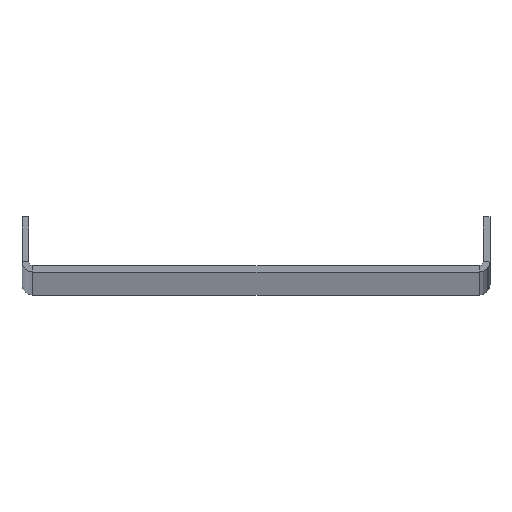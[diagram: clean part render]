
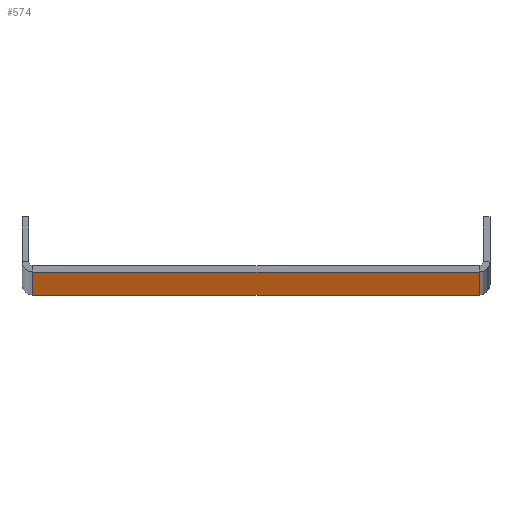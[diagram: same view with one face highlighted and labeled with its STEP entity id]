
A CAD part, top view. The second image highlights one B-rep face of the part: STEP entity #574.
In plain terms, the highlighted planar face has unit normal (0, -1, 0).
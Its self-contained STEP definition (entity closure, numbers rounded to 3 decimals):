
#1 = VERTEX_POINT ( 'NONE', #412 ) ;
#16 = VERTEX_POINT ( 'NONE', #363 ) ;
#53 = ORIENTED_EDGE ( 'NONE', *, *, #499, .T. ) ;
#71 = EDGE_CURVE ( 'NONE', #16, #1, #496, .T. ) ;
#80 = EDGE_LOOP ( 'NONE', ( #53, #82, #83, #94 ) ) ;
#82 = ORIENTED_EDGE ( 'NONE', *, *, #425, .T. ) ;
#83 = ORIENTED_EDGE ( 'NONE', *, *, #71, .F. ) ;
#94 = ORIENTED_EDGE ( 'NONE', *, *, #387, .T. ) ;
#104 = DIRECTION ( 'NONE',  ( 0., 0., -1. ) ) ;
#106 = DIRECTION ( 'NONE',  ( 0., -1., 0. ) ) ;
#138 = PLANE ( 'NONE',  #302 ) ;
#150 = VERTEX_POINT ( 'NONE', #554 ) ;
#196 = CARTESIAN_POINT ( 'NONE',  ( 1.6, 0., -2000. ) ) ;
#197 = DIRECTION ( 'NONE',  ( 0., 0., -1. ) ) ;
#207 = VERTEX_POINT ( 'NONE', #562 ) ;
#253 = VECTOR ( 'NONE', #197, 1000. ) ;
#257 = LINE ( 'NONE', #196, #253 ) ;
#266 = DIRECTION ( 'NONE',  ( 1., 0., 0. ) ) ;
#302 = AXIS2_PLACEMENT_3D ( 'NONE', #388, #106, #104 ) ;
#363 = CARTESIAN_POINT ( 'NONE',  ( 1.6, 0., 0. ) ) ;
#387 = EDGE_CURVE ( 'NONE', #16, #150, #257, .T. ) ;
#388 = CARTESIAN_POINT ( 'NONE',  ( 0., 0., -2000. ) ) ;
#392 = CARTESIAN_POINT ( 'NONE',  ( 0., 0., -2000. ) ) ;
#412 = CARTESIAN_POINT ( 'NONE',  ( 69.4, 0., 0. ) ) ;
#425 = EDGE_CURVE ( 'NONE', #207, #1, #480, .T. ) ;
#451 = CARTESIAN_POINT ( 'NONE',  ( 69.4, 0., 0. ) ) ;
#454 = DIRECTION ( 'NONE',  ( 0., 0., 1. ) ) ;
#463 = FACE_OUTER_BOUND ( 'NONE', #80, .T. ) ;
#474 = LINE ( 'NONE', #392, #476 ) ;
#476 = VECTOR ( 'NONE', #266, 1000. ) ;
#480 = LINE ( 'NONE', #451, #481 ) ;
#481 = VECTOR ( 'NONE', #454, 1000. ) ;
#495 = VECTOR ( 'NONE', #548, 1000. ) ;
#496 = LINE ( 'NONE', #542, #495 ) ;
#499 = EDGE_CURVE ( 'NONE', #150, #207, #474, .T. ) ;
#542 = CARTESIAN_POINT ( 'NONE',  ( 0., 0., 0. ) ) ;
#548 = DIRECTION ( 'NONE',  ( 1., 0., 0. ) ) ;
#554 = CARTESIAN_POINT ( 'NONE',  ( 1.6, 0., -2000. ) ) ;
#562 = CARTESIAN_POINT ( 'NONE',  ( 69.4, 0., -2000. ) ) ;
#574 = ADVANCED_FACE ( 'NONE', ( #463 ), #138, .T. ) ;
